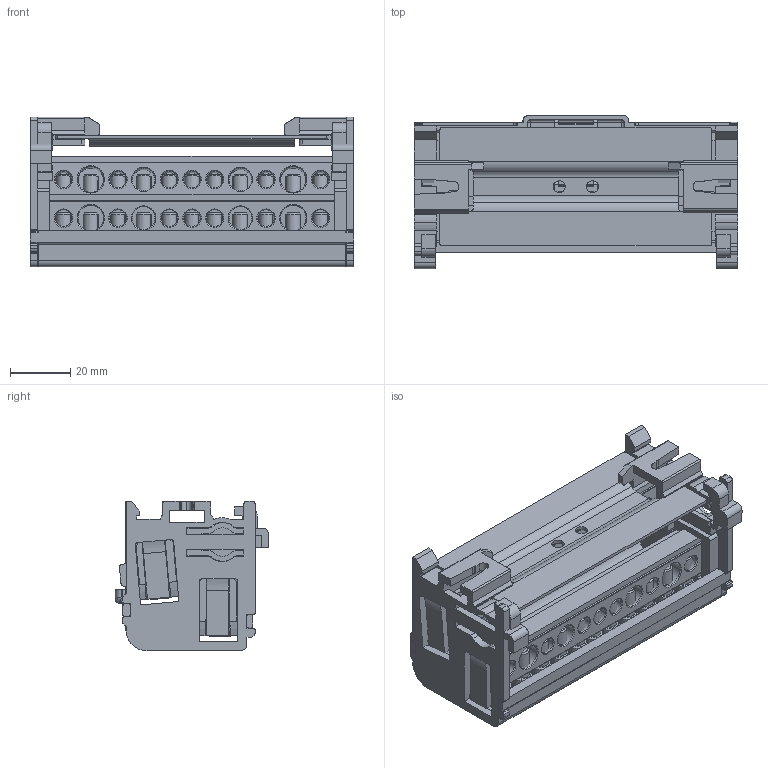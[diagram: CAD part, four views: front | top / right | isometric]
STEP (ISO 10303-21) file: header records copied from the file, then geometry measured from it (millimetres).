
FILE_DESCRIPTION (( 'STEP AP214' ), '1' );
FILE_NAME ('ÊÌ 2õ11.STEP', '2023-11-22T07:02:29', ( '' ), ( '' ), 'SwSTEP 2.0', 'SolidWorks 2022', '' );
FILE_SCHEMA (( 'AUTOMOTIVE_DESIGN' ));
Length unit declared in the file: millimetre
Products named in the file (10): КМ держатель 11 отв 6.5х12_M1; КМ защелка  зерк; КМ 2х11; КМ 2 крышка передняя 11 M1; КМ Стенка 2 шины переделан; КМ Шина 11_6,5х12_M1; KM Винт М5х10; КМ 2 крышка задняя 11 M1; КМ Стенка 2 шины переделан. зерк; КМ защелка
Assembly tree (32 placements, depth 2):
  КМ 2х11
    КМ Стенка 2 шины переделан
    КМ защелка
    КМ держатель 11 отв 6.5х12_M1  x2
    КМ Шина 11_6,5х12_M1  x2
    КМ 2 крышка передняя 11 M1
    КМ 2 крышка задняя 11 M1
    КМ защелка  зерк
    КМ Стенка 2 шины переделан. зерк
    KM Винт М5х10  x22
Bounding box: 107 x 50.75 x 49.5 mm (x, y, z)
Volume: 56005.3 mm3; surface area: 67686.9 mm2
Topology: 32 solids, 32 shells, 1736 faces, 4864 edges, 3172 vertices
Faces by surface type: plane 1040, cylinder 426, cone 176, torus 89, bspline 3, sphere 2
Entity records: 32354 total; most frequent: CARTESIAN_POINT 6388, ORIENTED_EDGE 5406, DIRECTION 5183, EDGE_CURVE 2703, LINE 1961, VECTOR 1961, VERTEX_POINT 1770, AXIS2_PLACEMENT_3D 1611
